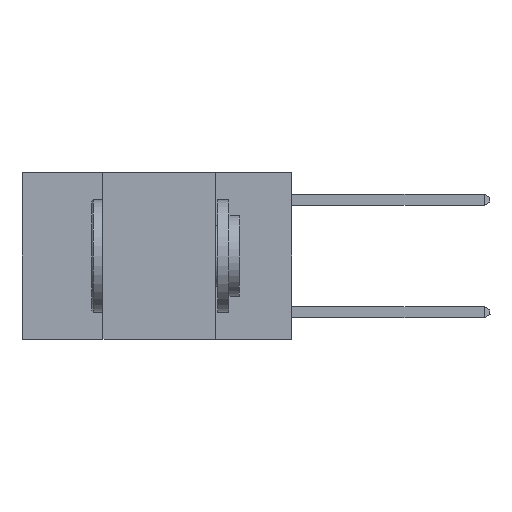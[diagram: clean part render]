
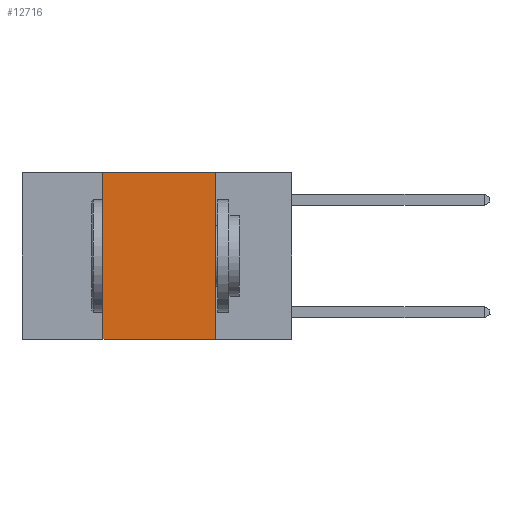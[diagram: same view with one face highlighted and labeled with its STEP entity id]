
A CAD part, left-side view. The second image highlights one B-rep face of the part: STEP entity #12716.
In plain terms, the highlighted planar face has unit normal (-1, 0, 0).
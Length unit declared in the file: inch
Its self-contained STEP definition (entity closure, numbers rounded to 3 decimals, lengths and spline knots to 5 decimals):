
#48 = PLANE ( 'NONE',  #406 ) ;
#219 = CARTESIAN_POINT ( 'NONE',  ( 0., 0.42, 0. ) ) ;
#406 = AXIS2_PLACEMENT_3D ( 'NONE', #7244, #11901, #10682 ) ;
#533 = ORIENTED_EDGE ( 'NONE', *, *, #10235, .F. ) ;
#549 = CARTESIAN_POINT ( 'NONE',  ( 0., 0.6, 0. ) ) ;
#622 = VERTEX_POINT ( 'NONE', #2980 ) ;
#841 = VERTEX_POINT ( 'NONE', #219 ) ;
#961 = VERTEX_POINT ( 'NONE', #6316 ) ;
#2081 = DIRECTION ( 'NONE',  ( 0., -1., 0. ) ) ;
#2267 = CARTESIAN_POINT ( 'NONE',  ( 0., 0.42, 0. ) ) ;
#2980 = CARTESIAN_POINT ( 'NONE',  ( 0., 0.42, -0.37 ) ) ;
#3350 = VECTOR ( 'NONE', #2081, 39.37008 ) ;
#4242 = EDGE_CURVE ( 'NONE', #841, #961, #5417, .T. ) ;
#5124 = LINE ( 'NONE', #5197, #11575 ) ;
#5132 = DIRECTION ( 'NONE',  ( 0., -1., 0. ) ) ;
#5197 = CARTESIAN_POINT ( 'NONE',  ( 0., 0.17, 0. ) ) ;
#5388 = CARTESIAN_POINT ( 'NONE',  ( 0., 0.17, -0.37 ) ) ;
#5417 = LINE ( 'NONE', #549, #3350 ) ;
#6316 = CARTESIAN_POINT ( 'NONE',  ( 0., 0.17, 0. ) ) ;
#6499 = ORIENTED_EDGE ( 'NONE', *, *, #8823, .F. ) ;
#7244 = CARTESIAN_POINT ( 'NONE',  ( 0., 0.6, 0. ) ) ;
#7245 = EDGE_LOOP ( 'NONE', ( #533, #11937, #6499, #7262 ) ) ;
#7262 = ORIENTED_EDGE ( 'NONE', *, *, #7310, .T. ) ;
#7310 = EDGE_CURVE ( 'NONE', #622, #15150, #14386, .T. ) ;
#8823 = EDGE_CURVE ( 'NONE', #622, #841, #14219, .T. ) ;
#9417 = VECTOR ( 'NONE', #5132, 39.37008 ) ;
#10235 = EDGE_CURVE ( 'NONE', #961, #15150, #5124, .T. ) ;
#10682 = DIRECTION ( 'NONE',  ( 0., 0., -1. ) ) ;
#10992 = DIRECTION ( 'NONE',  ( 0., 0., -1. ) ) ;
#11575 = VECTOR ( 'NONE', #10992, 39.37008 ) ;
#11901 = DIRECTION ( 'NONE',  ( 1., 0., 0. ) ) ;
#11937 = ORIENTED_EDGE ( 'NONE', *, *, #4242, .F. ) ;
#12153 = CARTESIAN_POINT ( 'NONE',  ( 0., 0.6, -0.37 ) ) ;
#12610 = VECTOR ( 'NONE', #14150, 39.37008 ) ;
#12716 = ADVANCED_FACE ( 'NONE', ( #14059 ), #48, .F. ) ;
#14059 = FACE_OUTER_BOUND ( 'NONE', #7245, .T. ) ;
#14150 = DIRECTION ( 'NONE',  ( 0., 0., 1. ) ) ;
#14219 = LINE ( 'NONE', #2267, #12610 ) ;
#14386 = LINE ( 'NONE', #12153, #9417 ) ;
#15150 = VERTEX_POINT ( 'NONE', #5388 ) ;
